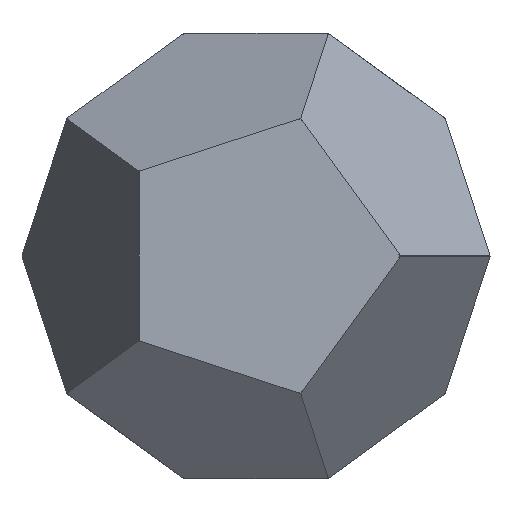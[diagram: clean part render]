
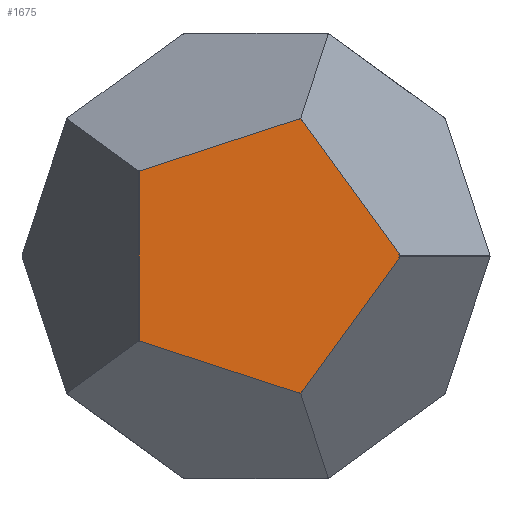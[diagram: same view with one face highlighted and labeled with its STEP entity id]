
A CAD part, front view. The second image highlights one B-rep face of the part: STEP entity #1675.
In plain terms, the highlighted planar face has unit normal (0, -1, 0).
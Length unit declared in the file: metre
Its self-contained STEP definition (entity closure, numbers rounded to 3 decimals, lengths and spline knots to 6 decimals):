
#64 = CARTESIAN_POINT('NONE', (0.015177, 0, -0));
#65 = VERTEX_POINT('NONE', #64);
#66 = CARTESIAN_POINT('NONE', (0.00469, 0, -0.014434));
#67 = VERTEX_POINT('NONE', #66);
#72 = CARTESIAN_POINT('NONE', (-0.012278, 0, -0.008921));
#73 = VERTEX_POINT('NONE', #72);
#76 = CARTESIAN_POINT('NONE', (-0.012278, 0, 0.008921));
#77 = VERTEX_POINT('NONE', #76);
#80 = CARTESIAN_POINT('NONE', (0.00469, 0, 0.014434));
#81 = VERTEX_POINT('NONE', #80);
#424 = DIRECTION('NONE', (-0.588, 0, -0.809));
#425 = VECTOR('NONE', #424, 1);
#426 = CARTESIAN_POINT('NONE', (0.015177, 0, -0));
#427 = LINE('NONE', #426, #425);
#440 = DIRECTION('NONE', (-0.951, 0, 0.309));
#441 = VECTOR('NONE', #440, 1);
#442 = CARTESIAN_POINT('NONE', (0.00469, 0, -0.014434));
#443 = LINE('NONE', #442, #441);
#452 = DIRECTION('NONE', (0., 0, 1));
#453 = VECTOR('NONE', #452, 1);
#454 = CARTESIAN_POINT('NONE', (-0.012278, 0, -0.008921));
#455 = LINE('NONE', #454, #453);
#464 = DIRECTION('NONE', (0.951, 0, 0.309));
#465 = VECTOR('NONE', #464, 1);
#466 = CARTESIAN_POINT('NONE', (-0.012278, 0, 0.008921));
#467 = LINE('NONE', #466, #465);
#476 = DIRECTION('NONE', (0.588, 0, -0.809));
#477 = VECTOR('NONE', #476, 1);
#478 = CARTESIAN_POINT('NONE', (0.00469, 0, 0.014434));
#479 = LINE('NONE', #478, #477);
#1009 = EDGE_CURVE('NONE', #65, #67, #427, .T.);
#1013 = EDGE_CURVE('NONE', #67, #73, #443, .T.);
#1016 = EDGE_CURVE('NONE', #73, #77, #455, .T.);
#1019 = EDGE_CURVE('NONE', #77, #81, #467, .T.);
#1022 = EDGE_CURVE('NONE', #81, #65, #479, .T.);
#1248 = CARTESIAN_POINT('NONE', (0, 0, -0));
#1249 = DIRECTION('NONE', (0, 1, 0));
#1250 = AXIS2_PLACEMENT_3D('NONE', #1248, #1249, $);
#1251 = PLANE('NONE', #1250);
#1668 = ORIENTED_EDGE('NONE', *, *, #1009, .T.);
#1669 = ORIENTED_EDGE('NONE', *, *, #1013, .T.);
#1670 = ORIENTED_EDGE('NONE', *, *, #1016, .T.);
#1671 = ORIENTED_EDGE('NONE', *, *, #1019, .T.);
#1672 = ORIENTED_EDGE('NONE', *, *, #1022, .T.);
#1673 = EDGE_LOOP('NONE', (#1668, #1669, #1670, #1671, #1672));
#1674 = FACE_BOUND('NONE', #1673, .T.);
#1675 = ADVANCED_FACE('NONE', (#1674), #1251, .F.);
